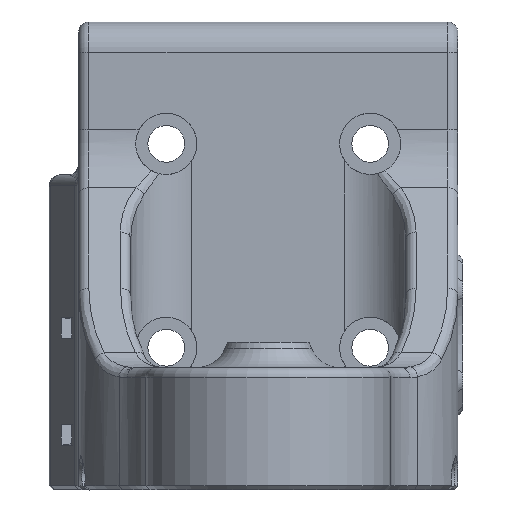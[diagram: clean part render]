
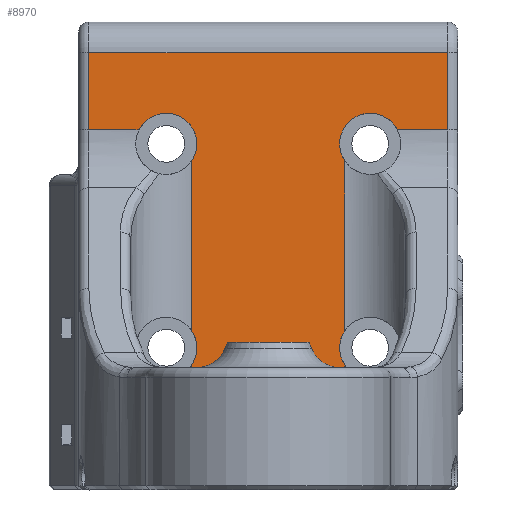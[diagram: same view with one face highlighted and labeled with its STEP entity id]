
A CAD part, front view. The second image highlights one B-rep face of the part: STEP entity #8970.
In plain terms, the highlighted planar face has unit normal (0, -1, 0).
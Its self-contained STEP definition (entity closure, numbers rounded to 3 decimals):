
#671=PLANE('',#9622);
#975=FACE_OUTER_BOUND('',#1535,.T.);
#1535=EDGE_LOOP('',(#6766,#6767,#6768,#6769,#6770,#6771,#6772,#6773,#6774,
#6775,#6776,#6777,#6778,#6779,#6780,#6781));
#2084=CIRCLE('',#9623,3.);
#2085=CIRCLE('',#9624,3.);
#2086=CIRCLE('',#9625,3.);
#2087=CIRCLE('',#9626,3.);
#2088=CIRCLE('',#9627,3.);
#2089=CIRCLE('',#9628,3.);
#2624=LINE('',#14591,#3305);
#2625=LINE('',#14621,#3306);
#2626=LINE('',#14628,#3307);
#2627=LINE('',#14632,#3308);
#2628=LINE('',#14636,#3309);
#2629=LINE('',#14638,#3310);
#2630=LINE('',#14640,#3311);
#2631=LINE('',#14642,#3312);
#2632=LINE('',#14644,#3313);
#2633=LINE('',#14650,#3314);
#3305=VECTOR('',#11006,10.);
#3306=VECTOR('',#11013,10.);
#3307=VECTOR('',#11016,10.);
#3308=VECTOR('',#11019,10.);
#3309=VECTOR('',#11022,10.);
#3310=VECTOR('',#11023,10.);
#3311=VECTOR('',#11024,10.);
#3312=VECTOR('',#11025,10.);
#3313=VECTOR('',#11026,10.);
#3314=VECTOR('',#11031,10.);
#4039=VERTEX_POINT('',#14585);
#4040=VERTEX_POINT('',#14589);
#4043=VERTEX_POINT('',#14620);
#4044=VERTEX_POINT('',#14627);
#4045=VERTEX_POINT('',#14629);
#4046=VERTEX_POINT('',#14631);
#4047=VERTEX_POINT('',#14633);
#4048=VERTEX_POINT('',#14635);
#4049=VERTEX_POINT('',#14637);
#4050=VERTEX_POINT('',#14639);
#4051=VERTEX_POINT('',#14641);
#4052=VERTEX_POINT('',#14643);
#4053=VERTEX_POINT('',#14645);
#4054=VERTEX_POINT('',#14647);
#4055=VERTEX_POINT('',#14649);
#4056=VERTEX_POINT('',#14651);
#5027=EDGE_CURVE('',#4040,#4039,#2624,.T.);
#5031=EDGE_CURVE('',#4039,#4043,#2625,.T.);
#5033=EDGE_CURVE('',#4044,#4040,#2626,.T.);
#5034=EDGE_CURVE('',#4044,#4045,#2084,.T.);
#5035=EDGE_CURVE('',#4046,#4045,#2627,.T.);
#5036=EDGE_CURVE('',#4046,#4047,#2085,.T.);
#5037=EDGE_CURVE('',#4048,#4047,#2628,.T.);
#5038=EDGE_CURVE('',#4049,#4048,#2629,.T.);
#5039=EDGE_CURVE('',#4050,#4049,#2630,.T.);
#5040=EDGE_CURVE('',#4051,#4050,#2631,.T.);
#5041=EDGE_CURVE('',#4052,#4051,#2632,.T.);
#5042=EDGE_CURVE('',#4052,#4053,#2086,.T.);
#5043=EDGE_CURVE('',#4053,#4054,#2087,.T.);
#5044=EDGE_CURVE('',#4055,#4054,#2633,.T.);
#5045=EDGE_CURVE('',#4055,#4056,#2088,.T.);
#5046=EDGE_CURVE('',#4056,#4043,#2089,.T.);
#6766=ORIENTED_EDGE('',*,*,#5027,.F.);
#6767=ORIENTED_EDGE('',*,*,#5033,.F.);
#6768=ORIENTED_EDGE('',*,*,#5034,.T.);
#6769=ORIENTED_EDGE('',*,*,#5035,.F.);
#6770=ORIENTED_EDGE('',*,*,#5036,.T.);
#6771=ORIENTED_EDGE('',*,*,#5037,.F.);
#6772=ORIENTED_EDGE('',*,*,#5038,.F.);
#6773=ORIENTED_EDGE('',*,*,#5039,.F.);
#6774=ORIENTED_EDGE('',*,*,#5040,.F.);
#6775=ORIENTED_EDGE('',*,*,#5041,.F.);
#6776=ORIENTED_EDGE('',*,*,#5042,.T.);
#6777=ORIENTED_EDGE('',*,*,#5043,.T.);
#6778=ORIENTED_EDGE('',*,*,#5044,.F.);
#6779=ORIENTED_EDGE('',*,*,#5045,.T.);
#6780=ORIENTED_EDGE('',*,*,#5046,.T.);
#6781=ORIENTED_EDGE('',*,*,#5031,.F.);
#8970=ADVANCED_FACE('',(#975),#671,.F.);
#9622=AXIS2_PLACEMENT_3D('',#14626,#11014,#11015);
#9623=AXIS2_PLACEMENT_3D('',#14630,#11017,#11018);
#9624=AXIS2_PLACEMENT_3D('',#14634,#11020,#11021);
#9625=AXIS2_PLACEMENT_3D('',#14646,#11027,#11028);
#9626=AXIS2_PLACEMENT_3D('',#14648,#11029,#11030);
#9627=AXIS2_PLACEMENT_3D('',#14652,#11032,#11033);
#9628=AXIS2_PLACEMENT_3D('',#14653,#11034,#11035);
#11006=DIRECTION('',(-1.,0.,0.));
#11013=DIRECTION('',(0.,0.,1.));
#11014=DIRECTION('center_axis',(0.,1.,0.));
#11015=DIRECTION('ref_axis',(0.,0.,
1.));
#11016=DIRECTION('',(0.,0.,-1.));
#11017=DIRECTION('center_axis',(0.,1.,0.));
#11018=DIRECTION('ref_axis',(1.,0.,0.));
#11019=DIRECTION('',(0.,0.,-1.));
#11020=DIRECTION('center_axis',(0.,1.,0.));
#11021=DIRECTION('ref_axis',(1.,0.,0.));
#11022=DIRECTION('',(-1.,0.,0.));
#11023=DIRECTION('',(0.,0.,-1.));
#11024=DIRECTION('',(1.,0.,0.));
#11025=DIRECTION('',(0.,0.,1.));
#11026=DIRECTION('',(-1.,0.,0.));
#11027=DIRECTION('center_axis',(0.,1.,0.));
#11028=DIRECTION('ref_axis',(1.,0.,0.));
#11029=DIRECTION('center_axis',(0.,1.,0.));
#11030=DIRECTION('ref_axis',(1.,0.,0.));
#11031=DIRECTION('',(0.,0.,1.));
#11032=DIRECTION('center_axis',(0.,1.,0.));
#11033=DIRECTION('ref_axis',(1.,0.,0.));
#11034=DIRECTION('center_axis',(0.,1.,0.));
#11035=DIRECTION('ref_axis',(1.,0.,0.));
#14585=CARTESIAN_POINT('',(69.899,83.19,-342.227));
#14589=CARTESIAN_POINT('',(84.899,83.19,-342.227));
#14591=CARTESIAN_POINT('',(68.397,83.19,-342.227));
#14620=CARTESIAN_POINT('',(69.899,83.19,-341.929));
#14621=CARTESIAN_POINT('',(69.899,83.19,-315.977));
#14626=CARTESIAN_POINT('Origin',(59.395,83.19,-319.627));
#14627=CARTESIAN_POINT('',(84.899,83.19,-341.941));
#14628=CARTESIAN_POINT('',(84.899,83.19,-315.977));
#14629=CARTESIAN_POINT('',(84.899,83.19,-338.613));
#14630=CARTESIAN_POINT('Origin',(87.395,83.19,-340.277));
#14631=CARTESIAN_POINT('',(84.899,83.19,-321.941));
#14632=CARTESIAN_POINT('',(84.899,83.19,-315.977));
#14633=CARTESIAN_POINT('',(90.068,83.19,-318.913));
#14634=CARTESIAN_POINT('Origin',(87.395,83.19,-320.277));
#14635=CARTESIAN_POINT('',(94.999,83.19,-318.913));
#14636=CARTESIAN_POINT('',(59.395,83.19,-318.913));
#14637=CARTESIAN_POINT('',(94.999,83.19,-311.327));
#14638=CARTESIAN_POINT('',(94.999,83.19,-335.927));
#14639=CARTESIAN_POINT('',(59.799,83.19,-311.327));
#14640=CARTESIAN_POINT('',(67.671,83.19,-311.327));
#14641=CARTESIAN_POINT('',(59.799,83.19,-318.913));
#14642=CARTESIAN_POINT('',(59.799,83.19,-335.927));
#14643=CARTESIAN_POINT('',(64.723,83.19,-318.913));
#14644=CARTESIAN_POINT('',(59.395,83.19,-318.913));
#14645=CARTESIAN_POINT('',(70.395,83.19,-320.277));
#14646=CARTESIAN_POINT('Origin',(67.395,83.19,-320.277));
#14647=CARTESIAN_POINT('',(69.899,83.19,-321.929));
#14648=CARTESIAN_POINT('Origin',(67.395,83.19,-320.277));
#14649=CARTESIAN_POINT('',(69.899,83.19,-338.624));
#14650=CARTESIAN_POINT('',(69.899,83.19,-315.977));
#14651=CARTESIAN_POINT('',(70.395,83.19,-340.277));
#14652=CARTESIAN_POINT('Origin',(67.395,83.19,-340.277));
#14653=CARTESIAN_POINT('Origin',(67.395,83.19,-340.277));
